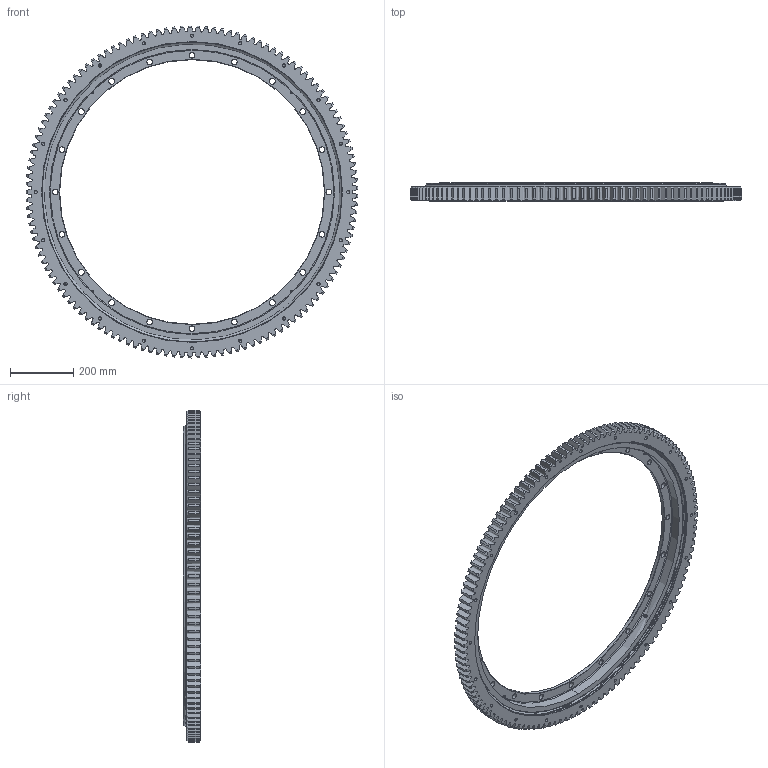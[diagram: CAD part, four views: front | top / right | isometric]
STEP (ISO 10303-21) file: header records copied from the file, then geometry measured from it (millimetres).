
FILE_DESCRIPTION (( 'STEP AP203' ), '1' );
FILE_NAME ('0028356_1050-360_AZ.STEP', '2011-11-04T12:05:19', ( ' ' ), ( '' ), 'SwSTEP 2.0', 'SolidWorks 2011', '' );
FILE_SCHEMA (( 'CONFIG_CONTROL_DESIGN' ));
Products named in the file (1): 0028356_1050-360_AZ
Bounding box: 1045.91 x 56 x 1045.98 mm (x, y, z)
Volume: 7837536.6 mm3; surface area: 1599420 mm2
Topology: 12 solids, 12 shells, 932 faces, 2539 edges, 1604 vertices
Faces by surface type: cone 383, cylinder 273, bspline 215, plane 61
Entity records: 67752 total; most frequent: CARTESIAN_POINT 46101, ORIENTED_EDGE 4934, DIRECTION 3995, EDGE_CURVE 2467, AXIS2_PLACEMENT_3D 1746, VERTEX_POINT 1604, EDGE_LOOP 1033, CIRCLE 1028
